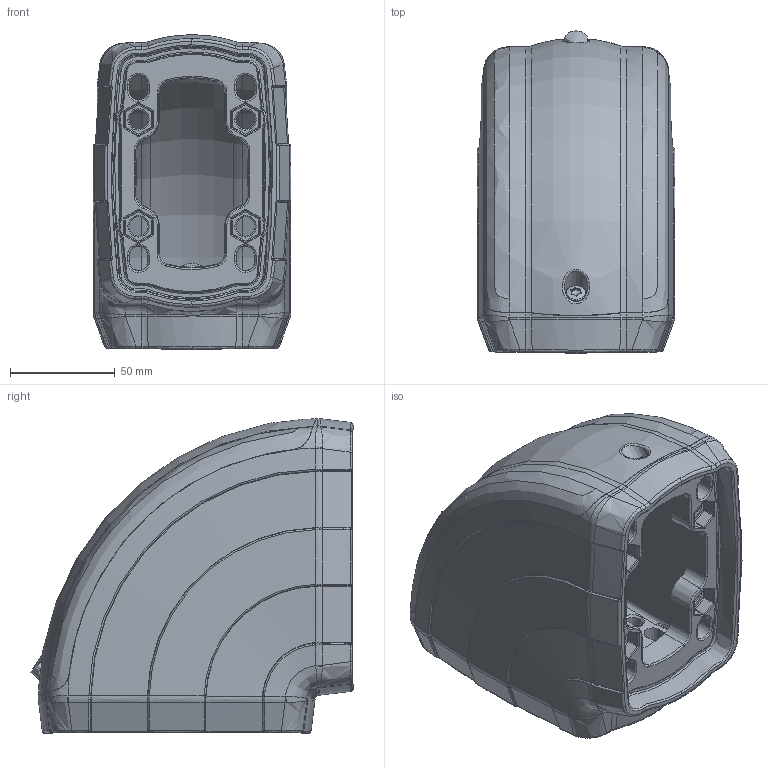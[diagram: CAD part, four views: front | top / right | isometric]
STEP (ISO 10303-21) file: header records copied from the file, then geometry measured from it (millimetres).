
FILE_DESCRIPTION (( 'STEP AP214' ), '1' );
FILE_NAME ('TK120.420.STEP', '2024-08-08T16:50:52', ( '' ), ( '' ), 'SwSTEP 2.0', 'SolidWorks 2023', '' );
FILE_SCHEMA (( 'AUTOMOTIVE_DESIGN' ));
Length unit declared in the file: inch
Products named in the file (1): TK120.420
Bounding box: 94.33 x 153.65 x 150.09 mm (x, y, z)
Volume: 492204.1 mm3; surface area: 141191.8 mm2
Topology: 4 solids, 4 shells, 1485 faces, 3603 edges, 2026 vertices
Faces by surface type: bspline 714, cylinder 256, torus 208, plane 136, cone 109, sphere 62
Full cylindrical faces by diameter (mm): 6.004 x1, 6.019 x1, 9.16 x4, 10 x2
Entity records: 99830 total; most frequent: CARTESIAN_POINT 72072, ORIENTED_EDGE 6794, DIRECTION 4274, EDGE_CURVE 3397, VERTEX_POINT 1991, AXIS2_PLACEMENT_3D 1887, B_SPLINE_CURVE_WITH_KNOTS 1729, EDGE_LOOP 1594
